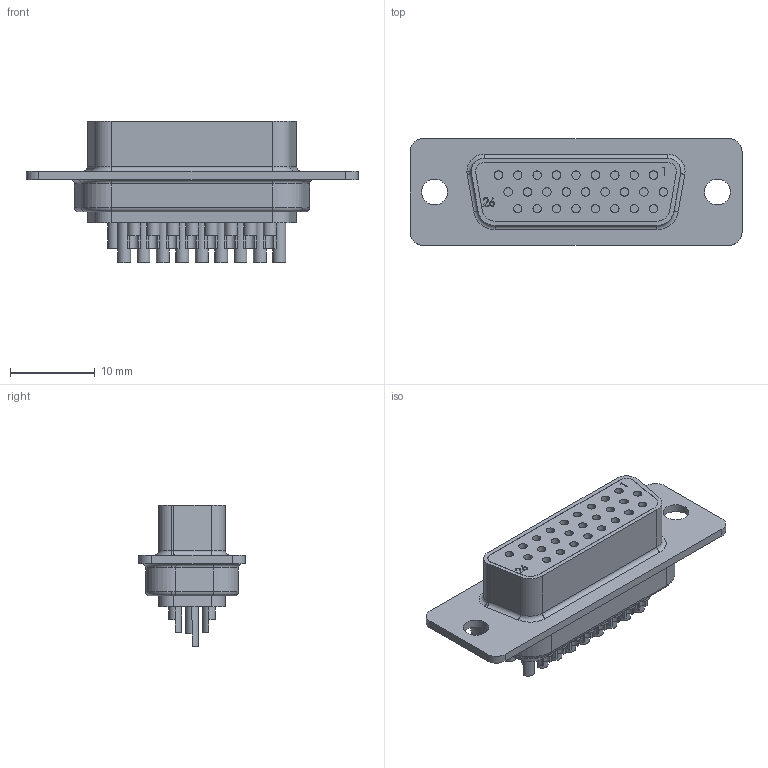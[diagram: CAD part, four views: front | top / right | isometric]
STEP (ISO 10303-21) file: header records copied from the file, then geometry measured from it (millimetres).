
FILE_DESCRIPTION (( 'STEP AP214' ), '1' );
FILE_NAME ('SDH26S.STEP', '2007-11-30T19:09:24', ( ' ' ), ( ' ' ), 'SwSTEP 2.0', 'SolidWorks 2007', '' );
FILE_SCHEMA (( 'AUTOMOTIVE_DESIGN' ));
Length unit declared in the file: inch
Products named in the file (1): SDH26S
Bounding box: 39.12 x 12.55 x 16.69 mm (x, y, z)
Volume: 2844.6 mm3; surface area: 2866.1 mm2
Topology: 1 solids, 1 shells, 436 faces, 985 edges, 611 vertices
Faces by surface type: plane 201, cylinder 200, torus 20, bspline 15
Entity records: 17690 total; most frequent: CARTESIAN_POINT 2992, DIRECTION 2226, ORIENTED_EDGE 1970, EDGE_CURVE 985, AXIS2_PLACEMENT_3D 849, VERTEX_POINT 611, VECTOR 528, LINE 528
